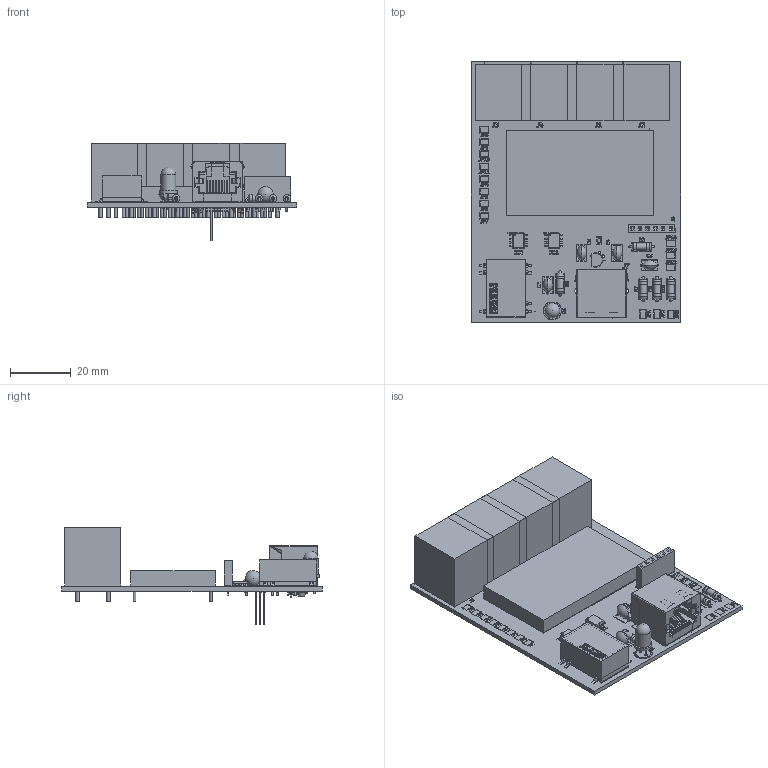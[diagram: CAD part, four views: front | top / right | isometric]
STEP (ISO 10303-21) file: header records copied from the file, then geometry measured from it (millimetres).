
FILE_DESCRIPTION(('KiCad electronic assembly'),'2;1');
FILE_NAME('ESP Interface Board.step','2025-05-26T22:42:58',('Pcbnew'),( 'Kicad'),'Open CASCADE STEP processor 7.8','KiCad to STEP converter' ,'Unknown');
FILE_SCHEMA(('AUTOMOTIVE_DESIGN { 1 0 10303 214 1 1 1 1 }'));
Length unit declared in the file: millimetre
Products named in the file (27): ESP Interface Board 1; LED_D5.0mm; PinSocket_1x06_P2.54mm_Vertical; C_Disc_D5.1mm_W3.2mm_P5.00mm; DG127A-5.08-06P-14-00AH; Body; Leads; R_Axial_DIN0207_L6.3mm_D2.5mm_P7.62mm_Horizontal; ISO7721FDR; PinsArrayLR; ESP32-DEVKITC-VE; RSH3-2405S_H2-R; Header-TYPE_3; Heater 膠體-Type_3; PIN-TYPE_3; N1818 Cover Type_3; 43860-5025; SOLID; COMPOUND; L78L05ACZ; TS110-7A1-AP_Bulk Pack (Straight); STMicro Logo; ESP Interface Board_silkscreen; ESP Interface Board_PCB
Assembly tree (43 placements, depth 4):
  ESP Interface Board 1
    LED_D5.0mm
    PinSocket_1x06_P2.54mm_Vertical
    C_Disc_D5.1mm_W3.2mm_P5.00mm  x4
    DG127A-5.08-06P-14-00AH  x4
      Body
      Leads
    R_Axial_DIN0207_L6.3mm_D2.5mm_P7.62mm_Horizontal  x5
    ISO7721FDR  x2
      Body
      PinsArrayLR
    ESP32-DEVKITC-VE
      Body
      Leads
    RSH3-2405S_H2-R
      Header-TYPE_3
        Heater 膠體-Type_3
        PIN-TYPE_3  x7
      N1818 Cover Type_3
    43860-5025
      SOLID
      COMPOUND
    L78L05ACZ
      TS110-7A1-AP_Bulk Pack (Straight)
      STMicro Logo
    ESP Interface Board_silkscreen
    ESP Interface Board_PCB
Bounding box: 69 x 86 x 32.2 mm (x, y, z)
Volume: 45399.5 mm3; surface area: 32121.6 mm2
Topology: 115 solids, 274 shells, 2045 faces, 6876 edges, 5295 vertices
Faces by surface type: plane 1527, cylinder 430, bspline 27, torus 24, sphere 21, revolution 8, cone 4, extrusion 4
Full cylindrical faces by diameter (mm): 0.487 x2, 0.5 x16, 0.6 x10, 0.8 x18, 0.85 x3, 0.89 x8, 0.9 x2, 0.91 x38, 1 x6, 1.1 x24, 1.11 x38, 1.3 x24, 1.57 x2, 2.25 x5, 2.5 x10, 3.2 x2, 3.25 x2, 4.9 x1
Entity records: 69117 total; most frequent: CARTESIAN_POINT 13230, DIRECTION 10386, ORIENTED_EDGE 9410, EDGE_CURVE 5852, VERTEX_POINT 4610, VECTOR 4408, LINE 4404, AXIS2_PLACEMENT_3D 2988
